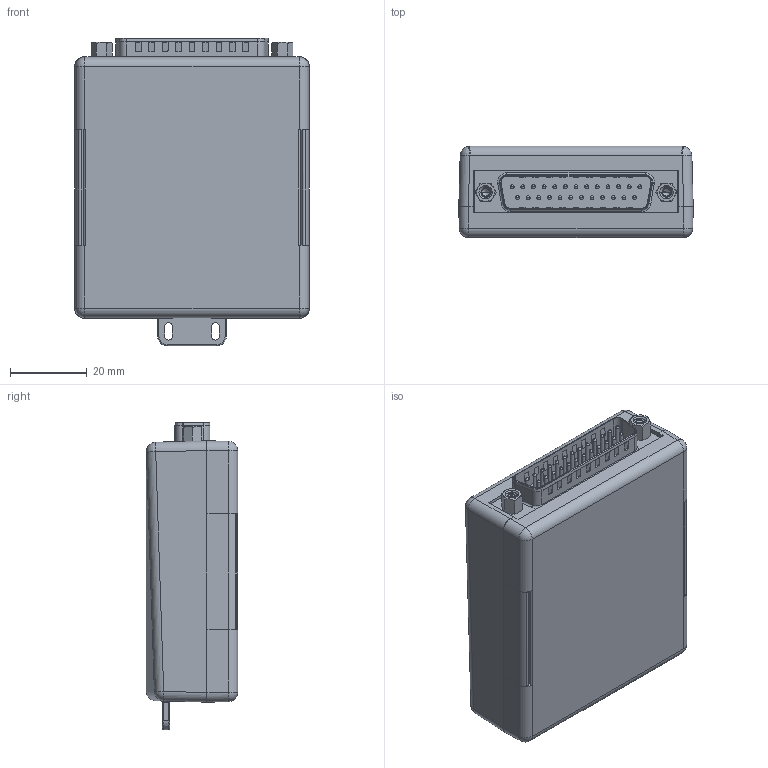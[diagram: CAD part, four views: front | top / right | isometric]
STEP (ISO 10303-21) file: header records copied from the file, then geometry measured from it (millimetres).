
FILE_DESCRIPTION (( 'STEP AP214' ), '1' );
FILE_NAME ('DGB25MT1-CVR.STEP', '2015-08-31T17:32:39', ( 'L-Com' ), ( 'L-Com Global Connectivity' ), 'SwSTEP 2.0', 'SolidWorks 2014', '' );
FILE_SCHEMA (( 'AUTOMOTIVE_DESIGN' ));
Length unit declared in the file: millimetre
Products named in the file (12): 3AA02-010; DGB25MT1-MA3___; DGB25MT1-MA2; ETB20 9 POS; ETB21 9 POS; ETB22 9 POS; DGB25MT1-MA1_PANDUIT PCB; DGB25MT1-CVR; DGB FIELD TERM HEX SCREW; 1AG01-248; 1AG01-247; DGB25MT1
Assembly tree (13 placements, depth 3):
  DGB25MT1-CVR
    DGB25MT1
      DGB25MT1-MA1_PANDUIT PCB
      ETB22 9 POS
      ETB21 9 POS
      ETB20 9 POS
      DGB25MT1-MA2
      DGB25MT1-MA3___
      3AA02-010  x2
      DGB FIELD TERM HEX SCREW  x2
    1AG01-247
    1AG01-248
Bounding box: 61 x 23.8 x 80.14 mm (x, y, z)
Volume: 41647.2 mm3; surface area: 48635.2 mm2
Topology: 12 solids, 12 shells, 2559 faces, 6873 edges, 4468 vertices
Faces by surface type: plane 1668, cylinder 390, bspline 331, sphere 66, cone 61, torus 43
Entity records: 108518 total; most frequent: CARTESIAN_POINT 35146, ORIENTED_EDGE 13070, DIRECTION 10745, EDGE_CURVE 6535, LINE 4887, VECTOR 4887, VERTEX_POINT 4279, AXIS2_PLACEMENT_3D 2929
